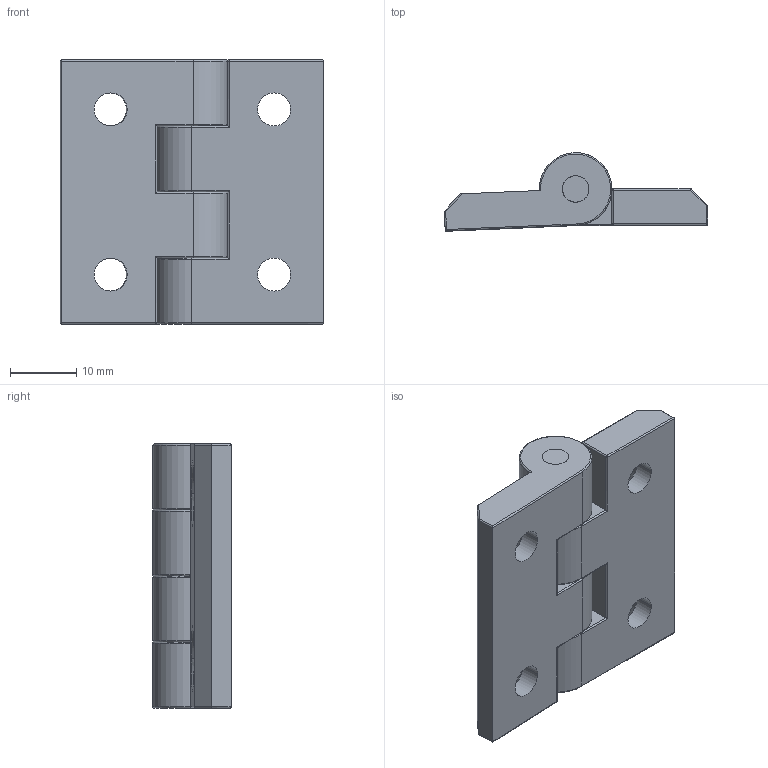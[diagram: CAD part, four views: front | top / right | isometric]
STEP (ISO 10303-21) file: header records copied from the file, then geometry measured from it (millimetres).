
FILE_DESCRIPTION (( 'STEP AP214' ), '1' );
FILE_NAME ('Forseti-DZ-4040 - Drobradica zamak 40x40mm.STEP', '2016-09-09T18:29:38', ( 'Windows User' ), ( '' ), 'SwSTEP 2.0', 'SolidWorks 2016', '' );
FILE_SCHEMA (( 'AUTOMOTIVE_DESIGN' ));
Length unit declared in the file: millimetre
Products named in the file (3): Forseti-DZ-4040 - Drobradica zamak 40x40mm_Aba DZ4040 - Dobradica 40x40mm; Forseti-DZ-4040 - Drobradica zamak 40x40mm_Pino DZ4040 - Dobradica 40x40mm_Valor predeterminado; Forseti-DZ-4040 - Drobradica zamak 40x40mm
Assembly tree (3 placements, depth 2):
  Forseti-DZ-4040 - Drobradica zamak 40x40mm
    Forseti-DZ-4040 - Drobradica zamak 40x40mm_Pino DZ4040 - Dobradica 40x40mm_Valor predeterminado
    Forseti-DZ-4040 - Drobradica zamak 40x40mm_Aba DZ4040 - Dobradica 40x40mm  x2
Bounding box: 39.88 x 11.84 x 40 mm (x, y, z)
Volume: 9493.4 mm3; surface area: 6258.5 mm2
Topology: 3 solids, 3 shells, 100 faces, 246 edges, 144 vertices
Faces by surface type: cylinder 52, plane 24, torus 12, cone 8, sphere 4
Entity records: 1629 total; most frequent: DIRECTION 286, CARTESIAN_POINT 283, ORIENTED_EDGE 248, EDGE_CURVE 124, AXIS2_PLACEMENT_3D 113, VERTEX_POINT 74, VECTOR 60, LINE 60
